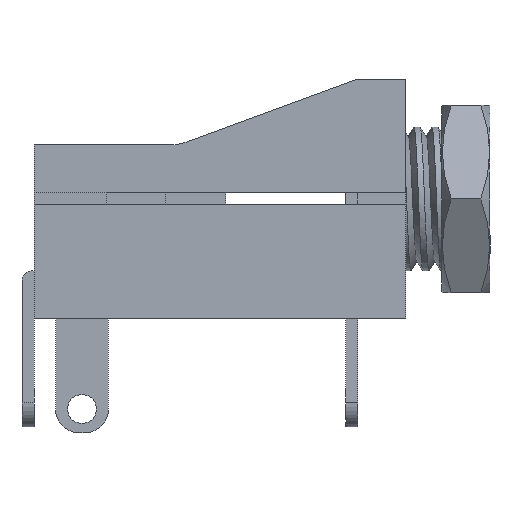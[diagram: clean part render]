
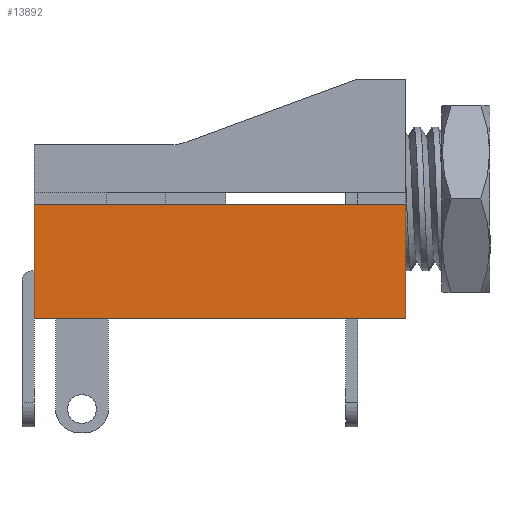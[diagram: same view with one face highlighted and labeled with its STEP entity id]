
A CAD part, left-side view. The second image highlights one B-rep face of the part: STEP entity #13892.
In plain terms, the highlighted planar face has unit normal (-1, 0, 0).
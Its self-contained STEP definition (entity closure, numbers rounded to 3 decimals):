
#11257 = PLANE('',#11258);
#11258 = AXIS2_PLACEMENT_3D('',#11259,#11260,#11261);
#11259 = CARTESIAN_POINT('',(-5.,10.,4.75));
#11260 = DIRECTION('',(-1.,0.,0.));
#11261 = DIRECTION('',(0.,1.,0.));
#11454 = PLANE('',#11455);
#11455 = AXIS2_PLACEMENT_3D('',#11456,#11457,#11458);
#11456 = CARTESIAN_POINT('',(-5.,15.5,0.));
#11457 = DIRECTION('',(0.,1.,0.));
#11458 = DIRECTION('',(1.,0.,0.));
#11553 = PLANE('',#11554);
#11554 = AXIS2_PLACEMENT_3D('',#11555,#11556,#11557);
#11555 = CARTESIAN_POINT('',(0.,7.75,0.));
#11556 = DIRECTION('',(-0.,-0.,-1.));
#11557 = DIRECTION('',(-1.,0.,0.));
#11666 = PLANE('',#11667);
#11667 = AXIS2_PLACEMENT_3D('',#11668,#11669,#11670);
#11668 = CARTESIAN_POINT('',(5.,0.,0.));
#11669 = DIRECTION('',(0.,-1.,0.));
#11670 = DIRECTION('',(-1.,0.,0.));
#12466 = VERTEX_POINT('',#12467);
#12467 = CARTESIAN_POINT('',(-5.,10.,4.75));
#12490 = VERTEX_POINT('',#12491);
#12491 = CARTESIAN_POINT('',(-5.,12.5,4.75));
#12512 = EDGE_CURVE('',#12466,#12490,#12513,.T.);
#12513 = SURFACE_CURVE('',#12514,(#12518,#12525),.PCURVE_S1.);
#12514 = LINE('',#12515,#12516);
#12515 = CARTESIAN_POINT('',(-5.,10.,4.75));
#12516 = VECTOR('',#12517,1.);
#12517 = DIRECTION('',(0.,1.,0.));
#12518 = PCURVE('',#11257,#12519);
#12519 = DEFINITIONAL_REPRESENTATION('',(#12520),#12524);
#12520 = LINE('',#12521,#12522);
#12521 = CARTESIAN_POINT('',(0.,0.));
#12522 = VECTOR('',#12523,1.);
#12523 = DIRECTION('',(1.,0.));
#12524 = ( GEOMETRIC_REPRESENTATION_CONTEXT(2) 
PARAMETRIC_REPRESENTATION_CONTEXT() REPRESENTATION_CONTEXT('2D SPACE',''
  ) );
#12525 = PCURVE('',#12526,#12531);
#12526 = PLANE('',#12527);
#12527 = AXIS2_PLACEMENT_3D('',#12528,#12529,#12530);
#12528 = CARTESIAN_POINT('',(-5.,0.,0.));
#12529 = DIRECTION('',(-1.,0.,0.));
#12530 = DIRECTION('',(0.,1.,0.));
#12531 = DEFINITIONAL_REPRESENTATION('',(#12532),#12536);
#12532 = LINE('',#12533,#12534);
#12533 = CARTESIAN_POINT('',(10.,-4.75));
#12534 = VECTOR('',#12535,1.);
#12535 = DIRECTION('',(1.,0.));
#12536 = ( GEOMETRIC_REPRESENTATION_CONTEXT(2) 
PARAMETRIC_REPRESENTATION_CONTEXT() REPRESENTATION_CONTEXT('2D SPACE',''
  ) );
#12590 = VERTEX_POINT('',#12591);
#12591 = CARTESIAN_POINT('',(-5.,15.5,0.));
#12612 = EDGE_CURVE('',#12590,#12613,#12615,.T.);
#12613 = VERTEX_POINT('',#12614);
#12614 = CARTESIAN_POINT('',(-5.,15.5,4.75));
#12615 = SURFACE_CURVE('',#12616,(#12620,#12627),.PCURVE_S1.);
#12616 = LINE('',#12617,#12618);
#12617 = CARTESIAN_POINT('',(-5.,15.5,0.));
#12618 = VECTOR('',#12619,1.);
#12619 = DIRECTION('',(0.,0.,1.));
#12620 = PCURVE('',#11454,#12621);
#12621 = DEFINITIONAL_REPRESENTATION('',(#12622),#12626);
#12622 = LINE('',#12623,#12624);
#12623 = CARTESIAN_POINT('',(0.,0.));
#12624 = VECTOR('',#12625,1.);
#12625 = DIRECTION('',(0.,-1.));
#12626 = ( GEOMETRIC_REPRESENTATION_CONTEXT(2) 
PARAMETRIC_REPRESENTATION_CONTEXT() REPRESENTATION_CONTEXT('2D SPACE',''
  ) );
#12627 = PCURVE('',#12526,#12628);
#12628 = DEFINITIONAL_REPRESENTATION('',(#12629),#12633);
#12629 = LINE('',#12630,#12631);
#12630 = CARTESIAN_POINT('',(15.5,0.));
#12631 = VECTOR('',#12632,1.);
#12632 = DIRECTION('',(0.,-1.));
#12633 = ( GEOMETRIC_REPRESENTATION_CONTEXT(2) 
PARAMETRIC_REPRESENTATION_CONTEXT() REPRESENTATION_CONTEXT('2D SPACE',''
  ) );
#12651 = PLANE('',#12652);
#12652 = AXIS2_PLACEMENT_3D('',#12653,#12654,#12655);
#12653 = CARTESIAN_POINT('',(0.,7.75,4.75));
#12654 = DIRECTION('',(-0.,-0.,-1.));
#12655 = DIRECTION('',(-1.,0.,0.));
#13074 = EDGE_CURVE('',#13075,#12590,#13077,.T.);
#13075 = VERTEX_POINT('',#13076);
#13076 = CARTESIAN_POINT('',(-5.,0.,0.));
#13077 = SURFACE_CURVE('',#13078,(#13082,#13089),.PCURVE_S1.);
#13078 = LINE('',#13079,#13080);
#13079 = CARTESIAN_POINT('',(-5.,0.,0.));
#13080 = VECTOR('',#13081,1.);
#13081 = DIRECTION('',(0.,1.,0.));
#13082 = PCURVE('',#11553,#13083);
#13083 = DEFINITIONAL_REPRESENTATION('',(#13084),#13088);
#13084 = LINE('',#13085,#13086);
#13085 = CARTESIAN_POINT('',(5.,-7.75));
#13086 = VECTOR('',#13087,1.);
#13087 = DIRECTION('',(0.,1.));
#13088 = ( GEOMETRIC_REPRESENTATION_CONTEXT(2) 
PARAMETRIC_REPRESENTATION_CONTEXT() REPRESENTATION_CONTEXT('2D SPACE',''
  ) );
#13089 = PCURVE('',#12526,#13090);
#13090 = DEFINITIONAL_REPRESENTATION('',(#13091),#13095);
#13091 = LINE('',#13092,#13093);
#13092 = CARTESIAN_POINT('',(0.,0.));
#13093 = VECTOR('',#13094,1.);
#13094 = DIRECTION('',(1.,0.));
#13095 = ( GEOMETRIC_REPRESENTATION_CONTEXT(2) 
PARAMETRIC_REPRESENTATION_CONTEXT() REPRESENTATION_CONTEXT('2D SPACE',''
  ) );
#13242 = PLANE('',#13243);
#13243 = AXIS2_PLACEMENT_3D('',#13244,#13245,#13246);
#13244 = CARTESIAN_POINT('',(0.,7.75,4.75));
#13245 = DIRECTION('',(-0.,-0.,-1.));
#13246 = DIRECTION('',(-1.,0.,0.));
#13315 = VERTEX_POINT('',#13316);
#13316 = CARTESIAN_POINT('',(-5.,0.,4.75));
#13337 = EDGE_CURVE('',#13075,#13315,#13338,.T.);
#13338 = SURFACE_CURVE('',#13339,(#13343,#13350),.PCURVE_S1.);
#13339 = LINE('',#13340,#13341);
#13340 = CARTESIAN_POINT('',(-5.,0.,0.));
#13341 = VECTOR('',#13342,1.);
#13342 = DIRECTION('',(0.,0.,1.));
#13343 = PCURVE('',#11666,#13344);
#13344 = DEFINITIONAL_REPRESENTATION('',(#13345),#13349);
#13345 = LINE('',#13346,#13347);
#13346 = CARTESIAN_POINT('',(10.,0.));
#13347 = VECTOR('',#13348,1.);
#13348 = DIRECTION('',(0.,-1.));
#13349 = ( GEOMETRIC_REPRESENTATION_CONTEXT(2) 
PARAMETRIC_REPRESENTATION_CONTEXT() REPRESENTATION_CONTEXT('2D SPACE',''
  ) );
#13350 = PCURVE('',#12526,#13351);
#13351 = DEFINITIONAL_REPRESENTATION('',(#13352),#13356);
#13352 = LINE('',#13353,#13354);
#13353 = CARTESIAN_POINT('',(0.,0.));
#13354 = VECTOR('',#13355,1.);
#13355 = DIRECTION('',(0.,-1.));
#13356 = ( GEOMETRIC_REPRESENTATION_CONTEXT(2) 
PARAMETRIC_REPRESENTATION_CONTEXT() REPRESENTATION_CONTEXT('2D SPACE',''
  ) );
#13892 = ADVANCED_FACE('',(#13893),#12526,.T.);
#13893 = FACE_BOUND('',#13894,.T.);
#13894 = EDGE_LOOP('',(#13895,#13896,#13917,#13918,#13939,#13940));
#13895 = ORIENTED_EDGE('',*,*,#13337,.T.);
#13896 = ORIENTED_EDGE('',*,*,#13897,.T.);
#13897 = EDGE_CURVE('',#13315,#12466,#13898,.T.);
#13898 = SURFACE_CURVE('',#13899,(#13903,#13910),.PCURVE_S1.);
#13899 = LINE('',#13900,#13901);
#13900 = CARTESIAN_POINT('',(-5.,0.,4.75));
#13901 = VECTOR('',#13902,1.);
#13902 = DIRECTION('',(0.,1.,0.));
#13903 = PCURVE('',#12526,#13904);
#13904 = DEFINITIONAL_REPRESENTATION('',(#13905),#13909);
#13905 = LINE('',#13906,#13907);
#13906 = CARTESIAN_POINT('',(0.,-4.75));
#13907 = VECTOR('',#13908,1.);
#13908 = DIRECTION('',(1.,0.));
#13909 = ( GEOMETRIC_REPRESENTATION_CONTEXT(2) 
PARAMETRIC_REPRESENTATION_CONTEXT() REPRESENTATION_CONTEXT('2D SPACE',''
  ) );
#13910 = PCURVE('',#13242,#13911);
#13911 = DEFINITIONAL_REPRESENTATION('',(#13912),#13916);
#13912 = LINE('',#13913,#13914);
#13913 = CARTESIAN_POINT('',(5.,-7.75));
#13914 = VECTOR('',#13915,1.);
#13915 = DIRECTION('',(0.,1.));
#13916 = ( GEOMETRIC_REPRESENTATION_CONTEXT(2) 
PARAMETRIC_REPRESENTATION_CONTEXT() REPRESENTATION_CONTEXT('2D SPACE',''
  ) );
#13917 = ORIENTED_EDGE('',*,*,#12512,.T.);
#13918 = ORIENTED_EDGE('',*,*,#13919,.T.);
#13919 = EDGE_CURVE('',#12490,#12613,#13920,.T.);
#13920 = SURFACE_CURVE('',#13921,(#13925,#13932),.PCURVE_S1.);
#13921 = LINE('',#13922,#13923);
#13922 = CARTESIAN_POINT('',(-5.,0.,4.75));
#13923 = VECTOR('',#13924,1.);
#13924 = DIRECTION('',(0.,1.,0.));
#13925 = PCURVE('',#12526,#13926);
#13926 = DEFINITIONAL_REPRESENTATION('',(#13927),#13931);
#13927 = LINE('',#13928,#13929);
#13928 = CARTESIAN_POINT('',(0.,-4.75));
#13929 = VECTOR('',#13930,1.);
#13930 = DIRECTION('',(1.,0.));
#13931 = ( GEOMETRIC_REPRESENTATION_CONTEXT(2) 
PARAMETRIC_REPRESENTATION_CONTEXT() REPRESENTATION_CONTEXT('2D SPACE',''
  ) );
#13932 = PCURVE('',#12651,#13933);
#13933 = DEFINITIONAL_REPRESENTATION('',(#13934),#13938);
#13934 = LINE('',#13935,#13936);
#13935 = CARTESIAN_POINT('',(5.,-7.75));
#13936 = VECTOR('',#13937,1.);
#13937 = DIRECTION('',(0.,1.));
#13938 = ( GEOMETRIC_REPRESENTATION_CONTEXT(2) 
PARAMETRIC_REPRESENTATION_CONTEXT() REPRESENTATION_CONTEXT('2D SPACE',''
  ) );
#13939 = ORIENTED_EDGE('',*,*,#12612,.F.);
#13940 = ORIENTED_EDGE('',*,*,#13074,.F.);
